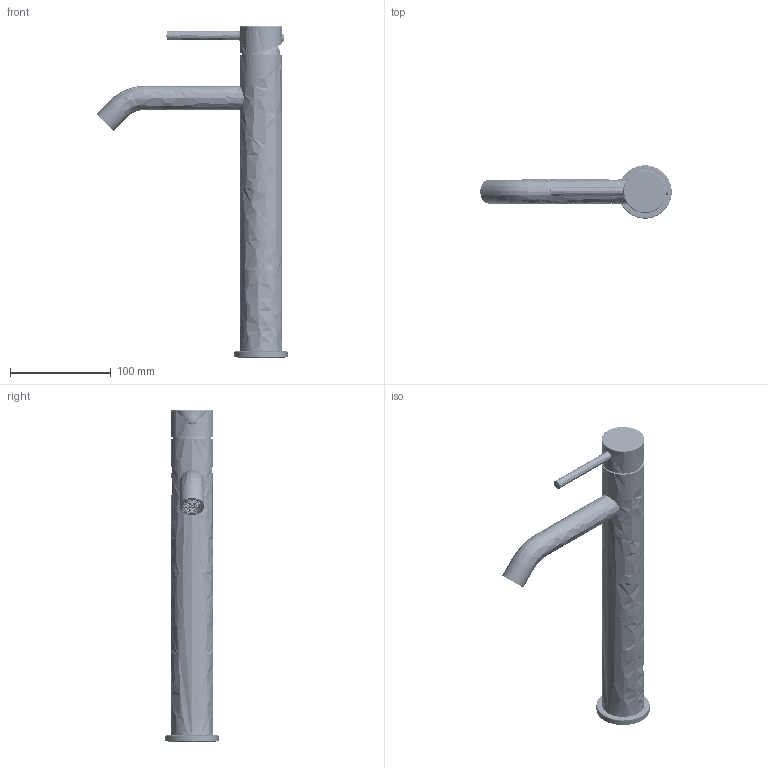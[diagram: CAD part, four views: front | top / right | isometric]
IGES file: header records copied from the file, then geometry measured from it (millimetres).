
Start section: SolidWorks IGES file using analytic representation for surfaces
Global section: file name: CO204.IGS; native system: SolidWorks 2019; preprocessor: SolidWorks 2019; author: paris.vigrass; date: 201001.114024; units: millimetre
Bounding box: 190.18 x 53 x 330.1 mm (x, y, z)
Surface area: 179779.1 mm2 (no closed solid volume)
Topology: 0 solids, 0 shells, 6679 faces, 45904 edges, 45886 vertices
Faces by surface type: bspline 6679
